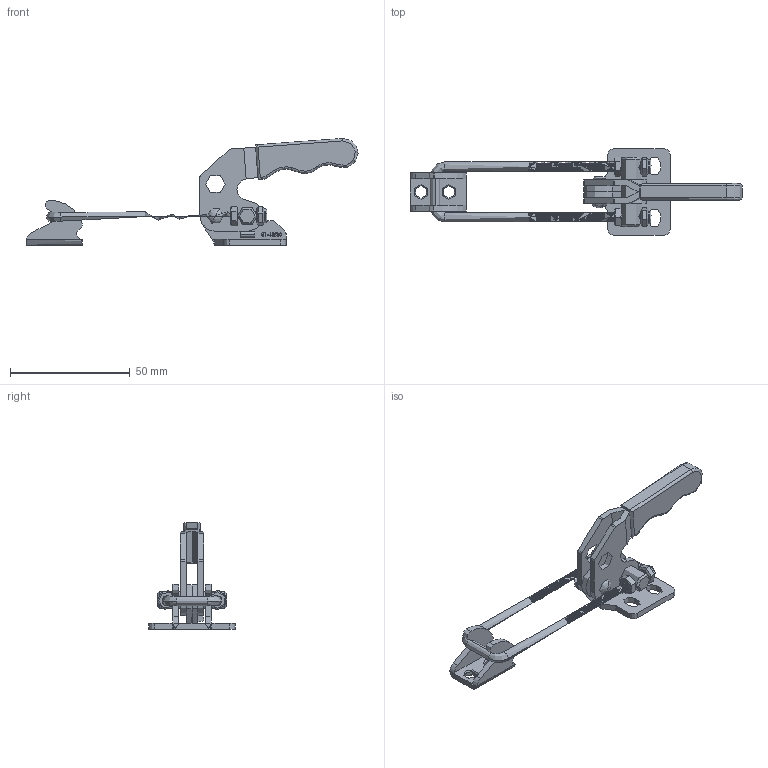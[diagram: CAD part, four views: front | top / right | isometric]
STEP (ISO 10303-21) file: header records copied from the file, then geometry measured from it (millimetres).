
FILE_DESCRIPTION (( 'STEP AP203' ), '1' );
FILE_NAME ('CH-40820.STEP', '2020-10-18T08:16:31', ( 'User' ), ( 'china' ), 'SwSTEP 2.0', 'SolidWorks 2018', '' );
FILE_SCHEMA (( 'CONFIG_CONTROL_DESIGN' ));
Length unit declared in the file: millimetre
Products named in the file (22): U嶺像; M4 LOCK NUT; M4 NUT; 3.9-14諾穩; 40820酘菁; CH-40820; 40820衵菁; 嘐隅釱; 忒梟; 820蛌粣
Assembly tree (16 placements, depth 2):
  CH-40820
    40820酘菁
    40820衵菁
    嘐隅釱
    忒梟
    820蛌粣
    U嶺像
    M4 NUT  x2
    M4 LOCK NUT  x2
    3.9-14諾穩
  40820酘菁
  40820衵菁
  3.9-14諾穩
  嘐隅釱
Bounding box: 138.47 x 36 x 44.62 mm (x, y, z)
Volume: 16074.8 mm3; surface area: 15478.4 mm2
Topology: 11 solids, 11 shells, 1142 faces, 3191 edges, 2094 vertices
Faces by surface type: cylinder 566, plane 323, bspline 183, cone 48, torus 22
Entity records: 65162 total; most frequent: CARTESIAN_POINT 38848, ORIENTED_EDGE 6042, DIRECTION 3857, EDGE_CURVE 3021, VERTEX_POINT 1983, LINE 1457, VECTOR 1457, AXIS2_PLACEMENT_3D 1200
